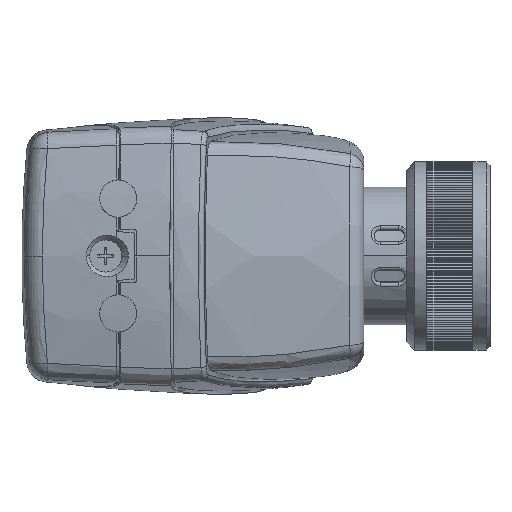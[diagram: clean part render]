
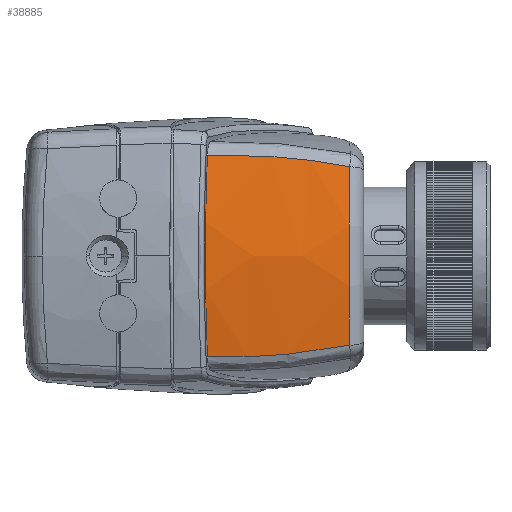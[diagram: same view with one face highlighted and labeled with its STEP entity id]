
A CAD part, left-side view. The second image highlights one B-rep face of the part: STEP entity #38885.
In plain terms, the highlighted free-form (B-spline) face has degree [3, 3] with [4, 5] control points.
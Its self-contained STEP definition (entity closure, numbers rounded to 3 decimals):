
#1488=CARTESIAN_POINT('Vertex',(-58.947,13.75,-17.564)) ;
#1492=CARTESIAN_POINT('Control Point',(-58.947,13.75,-17.564)) ;
#1493=CARTESIAN_POINT('Control Point',(-59.316,13.824,-15.824)) ;
#1494=CARTESIAN_POINT('Control Point',(-59.64,13.887,-14.077)) ;
#1495=CARTESIAN_POINT('Control Point',(-59.917,13.941,-12.322)) ;
#1496=CARTESIAN_POINT('Control Point',(-60.553,14.063,-7.462)) ;
#1497=CARTESIAN_POINT('Control Point',(-60.837,14.115,-2.551)) ;
#1498=CARTESIAN_POINT('Control Point',(-60.874,14.122,0.569)) ;
#1499=CARTESIAN_POINT('Control Point',(-60.69,14.088,5.884)) ;
#1500=CARTESIAN_POINT('Control Point',(-60.094,13.975,11.152)) ;
#1501=CARTESIAN_POINT('Control Point',(-59.781,13.915,13.301)) ;
#1502=CARTESIAN_POINT('Control Point',(-59.398,13.84,15.438)) ;
#1503=CARTESIAN_POINT('Control Point',(-58.947,13.75,17.564)) ;
#1504=CARTESIAN_POINT('Vertex',(-58.947,13.75,17.564)) ;
#2227=CARTESIAN_POINT('Vertex',(-56.403,-11.018,-15.548)) ;
#2231=CARTESIAN_POINT('Control Point',(-56.403,-11.018,-15.548)) ;
#2232=CARTESIAN_POINT('Control Point',(-56.75,-8.476,-16.059)) ;
#2233=CARTESIAN_POINT('Control Point',(-57.078,-5.913,-16.486)) ;
#2234=CARTESIAN_POINT('Control Point',(-57.367,-3.476,-16.807)) ;
#2235=CARTESIAN_POINT('Control Point',(-57.898,1.274,-17.312)) ;
#2236=CARTESIAN_POINT('Control Point',(-58.353,6.053,-17.562)) ;
#2237=CARTESIAN_POINT('Control Point',(-58.569,8.52,-17.634)) ;
#2238=CARTESIAN_POINT('Control Point',(-58.771,11.135,-17.633)) ;
#2239=CARTESIAN_POINT('Control Point',(-58.947,13.75,-17.564)) ;
#5475=CARTESIAN_POINT('Control Point',(-56.403,-11.018,15.548)) ;
#5476=CARTESIAN_POINT('Control Point',(-56.89,-11.012,13.256)) ;
#5477=CARTESIAN_POINT('Control Point',(-57.287,-11.008,10.945)) ;
#5478=CARTESIAN_POINT('Control Point',(-57.591,-11.004,8.635)) ;
#5479=CARTESIAN_POINT('Control Point',(-58.019,-10.999,4.014)) ;
#5480=CARTESIAN_POINT('Control Point',(-58.088,-10.999,-0.627)) ;
#5481=CARTESIAN_POINT('Control Point',(-58.033,-10.999,-2.956)) ;
#5482=CARTESIAN_POINT('Control Point',(-57.784,-11.002,-6.898)) ;
#5483=CARTESIAN_POINT('Control Point',(-57.277,-11.008,-10.815)) ;
#5484=CARTESIAN_POINT('Control Point',(-57.028,-11.011,-12.4)) ;
#5485=CARTESIAN_POINT('Control Point',(-56.736,-11.014,-13.979)) ;
#5486=CARTESIAN_POINT('Control Point',(-56.403,-11.018,-15.548)) ;
#5487=CARTESIAN_POINT('Vertex',(-56.403,-11.018,15.548)) ;
#38851=CARTESIAN_POINT('Control Point',(-58.894,14.625,-18.056)) ;
#38852=CARTESIAN_POINT('Control Point',(-60.171,14.616,-12.12)) ;
#38853=CARTESIAN_POINT('Control Point',(-61.458,14.607,0.)) ;
#38854=CARTESIAN_POINT('Control Point',(-60.171,14.616,12.12)) ;
#38855=CARTESIAN_POINT('Control Point',(-58.894,14.625,18.056)) ;
#38856=CARTESIAN_POINT('Control Point',(-58.414,5.861,-17.931)) ;
#38857=CARTESIAN_POINT('Control Point',(-59.723,5.854,-12.046)) ;
#38858=CARTESIAN_POINT('Control Point',(-61.046,5.846,0.)) ;
#38859=CARTESIAN_POINT('Control Point',(-59.723,5.854,12.046)) ;
#38860=CARTESIAN_POINT('Control Point',(-58.414,5.861,17.931)) ;
#38861=CARTESIAN_POINT('Control Point',(-57.419,-2.873,-17.685)) ;
#38862=CARTESIAN_POINT('Control Point',(-58.752,-2.881,-11.891)) ;
#38863=CARTESIAN_POINT('Control Point',(-60.102,-2.89,0.)) ;
#38864=CARTESIAN_POINT('Control Point',(-58.752,-2.881,11.891)) ;
#38865=CARTESIAN_POINT('Control Point',(-57.419,-2.873,17.686)) ;
#38866=CARTESIAN_POINT('Control Point',(-55.914,-11.513,-17.322)) ;
#38867=CARTESIAN_POINT('Control Point',(-57.262,-11.525,-11.656)) ;
#38868=CARTESIAN_POINT('Control Point',(-58.63,-11.538,0.)) ;
#38869=CARTESIAN_POINT('Control Point',(-57.262,-11.525,11.656)) ;
#38870=CARTESIAN_POINT('Control Point',(-55.914,-11.513,17.322)) ;
#38872=CARTESIAN_POINT('Control Point',(-58.947,13.75,17.564)) ;
#38873=CARTESIAN_POINT('Control Point',(-58.611,8.755,17.696)) ;
#38874=CARTESIAN_POINT('Control Point',(-58.179,3.754,17.578)) ;
#38875=CARTESIAN_POINT('Control Point',(-57.66,-1.218,17.196)) ;
#38876=CARTESIAN_POINT('Control Point',(-57.067,-6.157,16.524)) ;
#38877=CARTESIAN_POINT('Control Point',(-56.403,-11.018,15.548)) ;
#1506=EDGE_CURVE('',#1489,#1505,#1491,.T.) ;
#2240=EDGE_CURVE('',#2228,#1489,#2230,.T.) ;
#5489=EDGE_CURVE('',#5488,#2228,#5474,.T.) ;
#38878=EDGE_CURVE('',#1505,#5488,#38871,.T.) ;
#38880=ORIENTED_EDGE('',*,*,#1506,.F.) ;
#38881=ORIENTED_EDGE('',*,*,#2240,.F.) ;
#38882=ORIENTED_EDGE('',*,*,#5489,.F.) ;
#38883=ORIENTED_EDGE('',*,*,#38878,.F.) ;
#38879=EDGE_LOOP('',(#38880,#38881,#38882,#38883)) ;
#1489=VERTEX_POINT('',#1488) ;
#1505=VERTEX_POINT('',#1504) ;
#2228=VERTEX_POINT('',#2227) ;
#5488=VERTEX_POINT('',#5487) ;
#38885=ADVANCED_FACE('MANIFOLD_SOLID_BREP #47696',(#38884),#38850,.T.) ;
#1491=B_SPLINE_CURVE_WITH_KNOTS('',5,(#1492,#1493,#1494,#1495,#1496,#1497,#1498,#1499,#1500,#1501,#1502,#1503),.UNSPECIFIED.,.F.,.U.,(6,3,3,6),(0.,12.59,34.709,50.093),.UNSPECIFIED.) ;
#2230=B_SPLINE_CURVE_WITH_KNOTS('',5,(#2231,#2232,#2233,#2234,#2235,#2236,#2237,#2238,#2239),.UNSPECIFIED.,.F.,.U.,(6,3,6),(0.,18.614,37.228),.UNSPECIFIED.) ;
#5474=B_SPLINE_CURVE_WITH_KNOTS('',5,(#5475,#5476,#5477,#5478,#5479,#5480,#5481,#5482,#5483,#5484,#5485,#5486),.UNSPECIFIED.,.F.,.U.,(6,3,3,6),(0.,16.248,32.497,43.623),.UNSPECIFIED.) ;
#38871=B_SPLINE_CURVE_WITH_KNOTS('',5,(#38872,#38873,#38874,#38875,#38876,#38877),.UNSPECIFIED.,.F.,.U.,(6,6),(0.,35.407),.UNSPECIFIED.) ;
#38850=B_SPLINE_SURFACE_WITH_KNOTS('',3,3,((#38851,#38852,#38853,#38854,#38855),(#38856,#38857,#38858,#38859,#38860),(#38861,#38862,#38863,#38864,#38865),(#38866,#38867,#38868,#38869,#38870)),.UNSPECIFIED.,.F.,.F.,.U.,(4,4),(4,1,4),(0.207,26.549),(-0.001,17.932,35.865),.UNSPECIFIED.) ;
#38884=FACE_OUTER_BOUND('',#38879,.T.) ;
